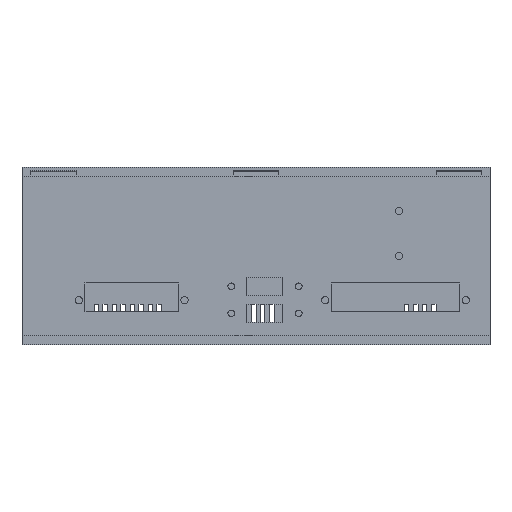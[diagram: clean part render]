
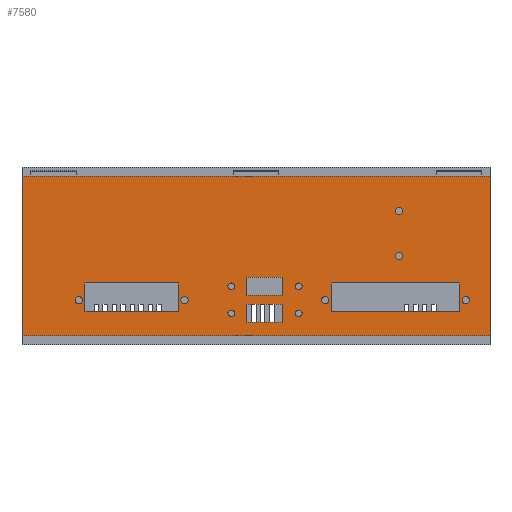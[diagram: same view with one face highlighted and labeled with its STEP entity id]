
A CAD part, front view. The second image highlights one B-rep face of the part: STEP entity #7580.
In plain terms, the highlighted planar face has unit normal (0, -1, 0).
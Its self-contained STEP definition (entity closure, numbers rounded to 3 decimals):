
#3031 = VERTEX_POINT('',#3032);
#3032 = CARTESIAN_POINT('',(208.,0.,75.));
#3058 = VERTEX_POINT('',#3059);
#3059 = CARTESIAN_POINT('',(0.,0.,75.));
#3065 = EDGE_CURVE('',#3031,#3058,#3066,.T.);
#3066 = LINE('',#3067,#3068);
#3067 = CARTESIAN_POINT('',(208.,0.,75.));
#3068 = VECTOR('',#3069,1.);
#3069 = DIRECTION('',(-1.,0.,0.));
#6250 = EDGE_CURVE('',#6251,#6251,#6253,.T.);
#6251 = VERTEX_POINT('',#6252);
#6252 = CARTESIAN_POINT('',(169.125,0.,59.5));
#6253 = CIRCLE('',#6254,1.625);
#6254 = AXIS2_PLACEMENT_3D('',#6255,#6256,#6257);
#6255 = CARTESIAN_POINT('',(167.5,0.,59.5));
#6256 = DIRECTION('',(0.,-1.,0.));
#6257 = DIRECTION('',(1.,0.,0.));
#6275 = EDGE_CURVE('',#6276,#6276,#6278,.T.);
#6276 = VERTEX_POINT('',#6277);
#6277 = CARTESIAN_POINT('',(169.125,0.,39.5));
#6278 = CIRCLE('',#6279,1.625);
#6279 = AXIS2_PLACEMENT_3D('',#6280,#6281,#6282);
#6280 = CARTESIAN_POINT('',(167.5,0.,39.5));
#6281 = DIRECTION('',(0.,-1.,0.));
#6282 = DIRECTION('',(1.,0.,0.));
#6300 = EDGE_CURVE('',#6301,#6301,#6303,.T.);
#6301 = VERTEX_POINT('',#6302);
#6302 = CARTESIAN_POINT('',(124.5,0.,26.));
#6303 = CIRCLE('',#6304,1.5);
#6304 = AXIS2_PLACEMENT_3D('',#6305,#6306,#6307);
#6305 = CARTESIAN_POINT('',(123.,0.,26.));
#6306 = DIRECTION('',(0.,-1.,0.));
#6307 = DIRECTION('',(1.,0.,0.));
#6325 = EDGE_CURVE('',#6326,#6326,#6328,.T.);
#6326 = VERTEX_POINT('',#6327);
#6327 = CARTESIAN_POINT('',(198.875,0.,19.86));
#6328 = CIRCLE('',#6329,1.625);
#6329 = AXIS2_PLACEMENT_3D('',#6330,#6331,#6332);
#6330 = CARTESIAN_POINT('',(197.25,0.,19.86));
#6331 = DIRECTION('',(0.,-1.,0.));
#6332 = DIRECTION('',(1.,0.,0.));
#6350 = EDGE_CURVE('',#6351,#6353,#6355,.T.);
#6351 = VERTEX_POINT('',#6352);
#6352 = CARTESIAN_POINT('',(194.5,0.,15.));
#6353 = VERTEX_POINT('',#6354);
#6354 = CARTESIAN_POINT('',(194.5,0.,27.5));
#6355 = LINE('',#6356,#6357);
#6356 = CARTESIAN_POINT('',(194.5,0.,7.5));
#6357 = VECTOR('',#6358,1.);
#6358 = DIRECTION('',(0.,0.,1.));
#6381 = EDGE_CURVE('',#6353,#6382,#6384,.T.);
#6382 = VERTEX_POINT('',#6383);
#6383 = CARTESIAN_POINT('',(137.5,0.,27.5));
#6384 = LINE('',#6385,#6386);
#6385 = CARTESIAN_POINT('',(201.25,0.,27.5));
#6386 = VECTOR('',#6387,1.);
#6387 = DIRECTION('',(-1.,0.,0.));
#6405 = EDGE_CURVE('',#6382,#6406,#6408,.T.);
#6406 = VERTEX_POINT('',#6407);
#6407 = CARTESIAN_POINT('',(137.5,0.,15.));
#6408 = LINE('',#6409,#6410);
#6409 = CARTESIAN_POINT('',(137.5,0.,13.75));
#6410 = VECTOR('',#6411,1.);
#6411 = DIRECTION('',(-0.,-0.,-1.));
#6429 = EDGE_CURVE('',#6406,#6351,#6430,.T.);
#6430 = LINE('',#6431,#6432);
#6431 = CARTESIAN_POINT('',(172.75,0.,15.));
#6432 = VECTOR('',#6433,1.);
#6433 = DIRECTION('',(1.,0.,0.));
#6446 = EDGE_CURVE('',#6447,#6447,#6449,.T.);
#6447 = VERTEX_POINT('',#6448);
#6448 = CARTESIAN_POINT('',(136.375,0.,19.86));
#6449 = CIRCLE('',#6450,1.625);
#6450 = AXIS2_PLACEMENT_3D('',#6451,#6452,#6453);
#6451 = CARTESIAN_POINT('',(134.75,0.,19.86));
#6452 = DIRECTION('',(0.,-1.,0.));
#6453 = DIRECTION('',(1.,0.,0.));
#6471 = EDGE_CURVE('',#6472,#6472,#6474,.T.);
#6472 = VERTEX_POINT('',#6473);
#6473 = CARTESIAN_POINT('',(124.5,0.,14.));
#6474 = CIRCLE('',#6475,1.5);
#6475 = AXIS2_PLACEMENT_3D('',#6476,#6477,#6478);
#6476 = CARTESIAN_POINT('',(123.,0.,14.));
#6477 = DIRECTION('',(0.,-1.,0.));
#6478 = DIRECTION('',(1.,0.,0.));
#6496 = EDGE_CURVE('',#6497,#6499,#6501,.T.);
#6497 = VERTEX_POINT('',#6498);
#6498 = CARTESIAN_POINT('',(116.,0.,22.));
#6499 = VERTEX_POINT('',#6500);
#6500 = CARTESIAN_POINT('',(116.,0.,30.));
#6501 = LINE('',#6502,#6503);
#6502 = CARTESIAN_POINT('',(116.,0.,11.));
#6503 = VECTOR('',#6504,1.);
#6504 = DIRECTION('',(0.,0.,1.));
#6527 = EDGE_CURVE('',#6499,#6528,#6530,.T.);
#6528 = VERTEX_POINT('',#6529);
#6529 = CARTESIAN_POINT('',(100.,0.,30.));
#6530 = LINE('',#6531,#6532);
#6531 = CARTESIAN_POINT('',(162.,0.,30.));
#6532 = VECTOR('',#6533,1.);
#6533 = DIRECTION('',(-1.,0.,0.));
#6551 = EDGE_CURVE('',#6528,#6552,#6554,.T.);
#6552 = VERTEX_POINT('',#6553);
#6553 = CARTESIAN_POINT('',(100.,0.,22.));
#6554 = LINE('',#6555,#6556);
#6555 = CARTESIAN_POINT('',(100.,0.,15.));
#6556 = VECTOR('',#6557,1.);
#6557 = DIRECTION('',(-0.,-0.,-1.));
#6575 = EDGE_CURVE('',#6552,#6497,#6576,.T.);
#6576 = LINE('',#6577,#6578);
#6577 = CARTESIAN_POINT('',(154.,0.,22.));
#6578 = VECTOR('',#6579,1.);
#6579 = DIRECTION('',(1.,0.,0.));
#6592 = EDGE_CURVE('',#6593,#6593,#6595,.T.);
#6593 = VERTEX_POINT('',#6594);
#6594 = CARTESIAN_POINT('',(94.5,0.,26.));
#6595 = CIRCLE('',#6596,1.5);
#6596 = AXIS2_PLACEMENT_3D('',#6597,#6598,#6599);
#6597 = CARTESIAN_POINT('',(93.,0.,26.));
#6598 = DIRECTION('',(0.,-1.,0.));
#6599 = DIRECTION('',(1.,0.,0.));
#6617 = EDGE_CURVE('',#6618,#6618,#6620,.T.);
#6618 = VERTEX_POINT('',#6619);
#6619 = CARTESIAN_POINT('',(73.875,0.,19.85));
#6620 = CIRCLE('',#6621,1.625);
#6621 = AXIS2_PLACEMENT_3D('',#6622,#6623,#6624);
#6622 = CARTESIAN_POINT('',(72.25,0.,19.85));
#6623 = DIRECTION('',(0.,-1.,0.));
#6624 = DIRECTION('',(1.,0.,0.));
#6642 = EDGE_CURVE('',#6643,#6645,#6647,.T.);
#6643 = VERTEX_POINT('',#6644);
#6644 = CARTESIAN_POINT('',(116.,0.,10.));
#6645 = VERTEX_POINT('',#6646);
#6646 = CARTESIAN_POINT('',(116.,0.,18.));
#6647 = LINE('',#6648,#6649);
#6648 = CARTESIAN_POINT('',(116.,0.,5.));
#6649 = VECTOR('',#6650,1.);
#6650 = DIRECTION('',(0.,0.,1.));
#6673 = EDGE_CURVE('',#6645,#6674,#6676,.T.);
#6674 = VERTEX_POINT('',#6675);
#6675 = CARTESIAN_POINT('',(100.,0.,18.));
#6676 = LINE('',#6677,#6678);
#6677 = CARTESIAN_POINT('',(162.,0.,18.));
#6678 = VECTOR('',#6679,1.);
#6679 = DIRECTION('',(-1.,0.,0.));
#6697 = EDGE_CURVE('',#6674,#6698,#6700,.T.);
#6698 = VERTEX_POINT('',#6699);
#6699 = CARTESIAN_POINT('',(100.,0.,10.));
#6700 = LINE('',#6701,#6702);
#6701 = CARTESIAN_POINT('',(100.,0.,9.));
#6702 = VECTOR('',#6703,1.);
#6703 = DIRECTION('',(-0.,-0.,-1.));
#6721 = EDGE_CURVE('',#6698,#6643,#6722,.T.);
#6722 = LINE('',#6723,#6724);
#6723 = CARTESIAN_POINT('',(154.,0.,10.));
#6724 = VECTOR('',#6725,1.);
#6725 = DIRECTION('',(1.,0.,0.));
#6738 = EDGE_CURVE('',#6739,#6739,#6741,.T.);
#6739 = VERTEX_POINT('',#6740);
#6740 = CARTESIAN_POINT('',(94.5,0.,14.));
#6741 = CIRCLE('',#6742,1.5);
#6742 = AXIS2_PLACEMENT_3D('',#6743,#6744,#6745);
#6743 = CARTESIAN_POINT('',(93.,0.,14.));
#6744 = DIRECTION('',(0.,-1.,0.));
#6745 = DIRECTION('',(1.,0.,0.));
#6763 = EDGE_CURVE('',#6764,#6766,#6768,.T.);
#6764 = VERTEX_POINT('',#6765);
#6765 = CARTESIAN_POINT('',(69.5,0.,27.5));
#6766 = VERTEX_POINT('',#6767);
#6767 = CARTESIAN_POINT('',(28.,0.,27.5));
#6768 = LINE('',#6769,#6770);
#6769 = CARTESIAN_POINT('',(138.75,0.,27.5));
#6770 = VECTOR('',#6771,1.);
#6771 = DIRECTION('',(-1.,0.,0.));
#6794 = EDGE_CURVE('',#6766,#6795,#6797,.T.);
#6795 = VERTEX_POINT('',#6796);
#6796 = CARTESIAN_POINT('',(28.,0.,15.));
#6797 = LINE('',#6798,#6799);
#6798 = CARTESIAN_POINT('',(28.,0.,13.75));
#6799 = VECTOR('',#6800,1.);
#6800 = DIRECTION('',(-0.,-0.,-1.));
#6818 = EDGE_CURVE('',#6795,#6819,#6821,.T.);
#6819 = VERTEX_POINT('',#6820);
#6820 = CARTESIAN_POINT('',(69.5,0.,15.));
#6821 = LINE('',#6822,#6823);
#6822 = CARTESIAN_POINT('',(118.,0.,15.));
#6823 = VECTOR('',#6824,1.);
#6824 = DIRECTION('',(1.,0.,0.));
#6842 = EDGE_CURVE('',#6764,#6819,#6843,.T.);
#6843 = LINE('',#6844,#6845);
#6844 = CARTESIAN_POINT('',(69.5,0.,13.75));
#6845 = VECTOR('',#6846,1.);
#6846 = DIRECTION('',(-0.,-0.,-1.));
#6859 = EDGE_CURVE('',#6860,#6860,#6862,.T.);
#6860 = VERTEX_POINT('',#6861);
#6861 = CARTESIAN_POINT('',(26.875,0.,19.85));
#6862 = CIRCLE('',#6863,1.625);
#6863 = AXIS2_PLACEMENT_3D('',#6864,#6865,#6866);
#6864 = CARTESIAN_POINT('',(25.25,0.,19.85));
#6865 = DIRECTION('',(0.,-1.,0.));
#6866 = DIRECTION('',(1.,0.,0.));
#7546 = VERTEX_POINT('',#7547);
#7547 = CARTESIAN_POINT('',(208.,0.,4.));
#7570 = EDGE_CURVE('',#7546,#3031,#7571,.T.);
#7571 = LINE('',#7572,#7573);
#7572 = CARTESIAN_POINT('',(208.,0.,0.));
#7573 = VECTOR('',#7574,1.);
#7574 = DIRECTION('',(0.,0.,1.));
#7580 = ADVANCED_FACE('',(#7581,#7599,#7602,#7605,#7608,#7611,#7617,
    #7620,#7623,#7629,#7632,#7635,#7641,#7644,#7650),#7653,.T.);
#7581 = FACE_BOUND('',#7582,.T.);
#7582 = EDGE_LOOP('',(#7583,#7591,#7592,#7593));
#7583 = ORIENTED_EDGE('',*,*,#7584,.T.);
#7584 = EDGE_CURVE('',#7585,#7546,#7587,.T.);
#7585 = VERTEX_POINT('',#7586);
#7586 = CARTESIAN_POINT('',(0.,0.,4.));
#7587 = LINE('',#7588,#7589);
#7588 = CARTESIAN_POINT('',(0.,0.,4.));
#7589 = VECTOR('',#7590,1.);
#7590 = DIRECTION('',(1.,0.,0.));
#7591 = ORIENTED_EDGE('',*,*,#7570,.T.);
#7592 = ORIENTED_EDGE('',*,*,#3065,.T.);
#7593 = ORIENTED_EDGE('',*,*,#7594,.F.);
#7594 = EDGE_CURVE('',#7585,#3058,#7595,.T.);
#7595 = LINE('',#7596,#7597);
#7596 = CARTESIAN_POINT('',(0.,0.,0.));
#7597 = VECTOR('',#7598,1.);
#7598 = DIRECTION('',(0.,0.,1.));
#7599 = FACE_BOUND('',#7600,.T.);
#7600 = EDGE_LOOP('',(#7601));
#7601 = ORIENTED_EDGE('',*,*,#6250,.F.);
#7602 = FACE_BOUND('',#7603,.T.);
#7603 = EDGE_LOOP('',(#7604));
#7604 = ORIENTED_EDGE('',*,*,#6275,.F.);
#7605 = FACE_BOUND('',#7606,.T.);
#7606 = EDGE_LOOP('',(#7607));
#7607 = ORIENTED_EDGE('',*,*,#6300,.F.);
#7608 = FACE_BOUND('',#7609,.T.);
#7609 = EDGE_LOOP('',(#7610));
#7610 = ORIENTED_EDGE('',*,*,#6325,.F.);
#7611 = FACE_BOUND('',#7612,.T.);
#7612 = EDGE_LOOP('',(#7613,#7614,#7615,#7616));
#7613 = ORIENTED_EDGE('',*,*,#6350,.F.);
#7614 = ORIENTED_EDGE('',*,*,#6429,.F.);
#7615 = ORIENTED_EDGE('',*,*,#6405,.F.);
#7616 = ORIENTED_EDGE('',*,*,#6381,.F.);
#7617 = FACE_BOUND('',#7618,.T.);
#7618 = EDGE_LOOP('',(#7619));
#7619 = ORIENTED_EDGE('',*,*,#6446,.F.);
#7620 = FACE_BOUND('',#7621,.T.);
#7621 = EDGE_LOOP('',(#7622));
#7622 = ORIENTED_EDGE('',*,*,#6471,.F.);
#7623 = FACE_BOUND('',#7624,.T.);
#7624 = EDGE_LOOP('',(#7625,#7626,#7627,#7628));
#7625 = ORIENTED_EDGE('',*,*,#6496,.F.);
#7626 = ORIENTED_EDGE('',*,*,#6575,.F.);
#7627 = ORIENTED_EDGE('',*,*,#6551,.F.);
#7628 = ORIENTED_EDGE('',*,*,#6527,.F.);
#7629 = FACE_BOUND('',#7630,.T.);
#7630 = EDGE_LOOP('',(#7631));
#7631 = ORIENTED_EDGE('',*,*,#6592,.F.);
#7632 = FACE_BOUND('',#7633,.T.);
#7633 = EDGE_LOOP('',(#7634));
#7634 = ORIENTED_EDGE('',*,*,#6617,.F.);
#7635 = FACE_BOUND('',#7636,.T.);
#7636 = EDGE_LOOP('',(#7637,#7638,#7639,#7640));
#7637 = ORIENTED_EDGE('',*,*,#6642,.F.);
#7638 = ORIENTED_EDGE('',*,*,#6721,.F.);
#7639 = ORIENTED_EDGE('',*,*,#6697,.F.);
#7640 = ORIENTED_EDGE('',*,*,#6673,.F.);
#7641 = FACE_BOUND('',#7642,.T.);
#7642 = EDGE_LOOP('',(#7643));
#7643 = ORIENTED_EDGE('',*,*,#6738,.F.);
#7644 = FACE_BOUND('',#7645,.T.);
#7645 = EDGE_LOOP('',(#7646,#7647,#7648,#7649));
#7646 = ORIENTED_EDGE('',*,*,#6763,.F.);
#7647 = ORIENTED_EDGE('',*,*,#6842,.T.);
#7648 = ORIENTED_EDGE('',*,*,#6818,.F.);
#7649 = ORIENTED_EDGE('',*,*,#6794,.F.);
#7650 = FACE_BOUND('',#7651,.T.);
#7651 = EDGE_LOOP('',(#7652));
#7652 = ORIENTED_EDGE('',*,*,#6859,.F.);
#7653 = PLANE('',#7654);
#7654 = AXIS2_PLACEMENT_3D('',#7655,#7656,#7657);
#7655 = CARTESIAN_POINT('',(208.,0.,0.));
#7656 = DIRECTION('',(0.,-1.,0.));
#7657 = DIRECTION('',(-1.,0.,0.));
